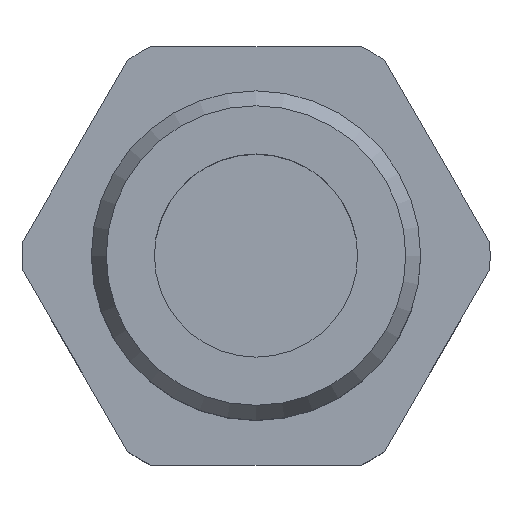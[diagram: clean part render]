
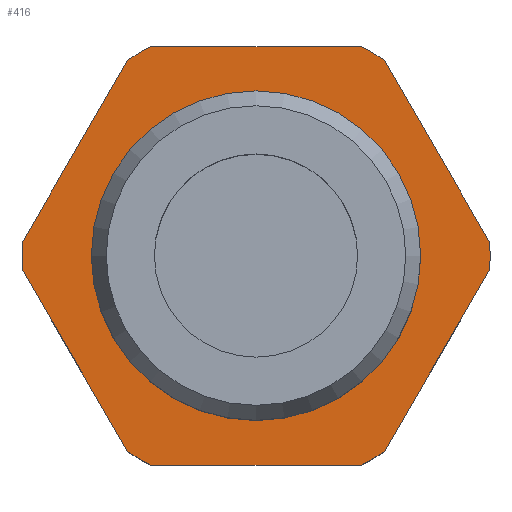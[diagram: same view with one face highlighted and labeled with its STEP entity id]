
A CAD part, top view. The second image highlights one B-rep face of the part: STEP entity #416.
In plain terms, the highlighted planar face has unit normal (0, 0, 1).
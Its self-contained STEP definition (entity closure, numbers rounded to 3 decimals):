
#31=FACE_BOUND('',#94,.T.);
#33=CIRCLE('',#456,11.75);
#34=CIRCLE('',#457,11.75);
#35=CIRCLE('',#458,11.75);
#36=CIRCLE('',#459,11.75);
#37=CIRCLE('',#460,11.75);
#38=CIRCLE('',#461,11.75);
#39=CIRCLE('',#462,8.269);
#68=FACE_OUTER_BOUND('',#93,.T.);
#93=EDGE_LOOP('',(#303,#304,#305,#306,#307,#308,#309,#310,#311,#312,#313,
#314));
#94=EDGE_LOOP('',(#315));
#114=LINE('',#649,#146);
#118=LINE('',#658,#150);
#122=LINE('',#667,#154);
#126=LINE('',#676,#158);
#130=LINE('',#685,#162);
#134=LINE('',#694,#166);
#146=VECTOR('',#507,10.);
#150=VECTOR('',#513,10.);
#154=VECTOR('',#519,10.);
#158=VECTOR('',#525,10.);
#162=VECTOR('',#531,10.);
#166=VECTOR('',#537,10.);
#178=VERTEX_POINT('',#647);
#179=VERTEX_POINT('',#648);
#182=VERTEX_POINT('',#656);
#183=VERTEX_POINT('',#657);
#186=VERTEX_POINT('',#665);
#187=VERTEX_POINT('',#666);
#190=VERTEX_POINT('',#674);
#191=VERTEX_POINT('',#675);
#194=VERTEX_POINT('',#683);
#195=VERTEX_POINT('',#684);
#198=VERTEX_POINT('',#692);
#199=VERTEX_POINT('',#693);
#202=VERTEX_POINT('',#707);
#218=EDGE_CURVE('',#178,#179,#114,.T.);
#222=EDGE_CURVE('',#182,#183,#118,.T.);
#226=EDGE_CURVE('',#186,#187,#122,.T.);
#230=EDGE_CURVE('',#190,#191,#126,.T.);
#234=EDGE_CURVE('',#194,#195,#130,.T.);
#238=EDGE_CURVE('',#198,#199,#134,.T.);
#242=EDGE_CURVE('',#179,#194,#33,.T.);
#243=EDGE_CURVE('',#195,#190,#34,.T.);
#244=EDGE_CURVE('',#191,#186,#35,.T.);
#245=EDGE_CURVE('',#187,#198,#36,.T.);
#246=EDGE_CURVE('',#199,#182,#37,.T.);
#247=EDGE_CURVE('',#183,#178,#38,.T.);
#248=EDGE_CURVE('',#202,#202,#39,.T.);
#303=ORIENTED_EDGE('',*,*,#218,.T.);
#304=ORIENTED_EDGE('',*,*,#242,.T.);
#305=ORIENTED_EDGE('',*,*,#234,.T.);
#306=ORIENTED_EDGE('',*,*,#243,.T.);
#307=ORIENTED_EDGE('',*,*,#230,.T.);
#308=ORIENTED_EDGE('',*,*,#244,.T.);
#309=ORIENTED_EDGE('',*,*,#226,.T.);
#310=ORIENTED_EDGE('',*,*,#245,.T.);
#311=ORIENTED_EDGE('',*,*,#238,.T.);
#312=ORIENTED_EDGE('',*,*,#246,.T.);
#313=ORIENTED_EDGE('',*,*,#222,.T.);
#314=ORIENTED_EDGE('',*,*,#247,.T.);
#315=ORIENTED_EDGE('',*,*,#248,.F.);
#407=PLANE('',#455);
#416=ADVANCED_FACE('',(#68,#31),#407,.T.);
#455=AXIS2_PLACEMENT_3D('',#700,#541,#542);
#456=AXIS2_PLACEMENT_3D('',#701,#543,#544);
#457=AXIS2_PLACEMENT_3D('',#702,#545,#546);
#458=AXIS2_PLACEMENT_3D('',#703,#547,#548);
#459=AXIS2_PLACEMENT_3D('',#704,#549,#550);
#460=AXIS2_PLACEMENT_3D('',#705,#551,#552);
#461=AXIS2_PLACEMENT_3D('',#706,#553,#554);
#462=AXIS2_PLACEMENT_3D('',#708,#555,#556);
#507=DIRECTION('',(0.5,0.866,0.));
#513=DIRECTION('',(1.,0.,0.));
#519=DIRECTION('',(-0.5,-0.866,0.));
#525=DIRECTION('',(-1.,0.,0.));
#531=DIRECTION('',(-0.5,0.866,0.));
#537=DIRECTION('',(0.5,-0.866,0.));
#541=DIRECTION('center_axis',(0.,0.,1.));
#542=DIRECTION('ref_axis',(1.,0.,0.));
#543=DIRECTION('center_axis',(0.,0.,1.));
#544=DIRECTION('ref_axis',(1.,0.,0.));
#545=DIRECTION('center_axis',(0.,0.,1.));
#546=DIRECTION('ref_axis',(1.,0.,0.));
#547=DIRECTION('center_axis',(0.,0.,1.));
#548=DIRECTION('ref_axis',(1.,0.,0.));
#549=DIRECTION('center_axis',(0.,0.,1.));
#550=DIRECTION('ref_axis',(1.,0.,0.));
#551=DIRECTION('center_axis',(0.,0.,1.));
#552=DIRECTION('ref_axis',(1.,0.,0.));
#553=DIRECTION('center_axis',(0.,0.,1.));
#554=DIRECTION('ref_axis',(1.,0.,0.));
#555=DIRECTION('center_axis',(0.,0.,1.));
#556=DIRECTION('ref_axis',(1.,0.,0.));
#647=CARTESIAN_POINT('',(6.456,-9.817,0.));
#648=CARTESIAN_POINT('',(11.73,-0.683,0.));
#649=CARTESIAN_POINT('',(8.622,-6.067,0.));
#656=CARTESIAN_POINT('',(-5.274,-10.5,0.));
#657=CARTESIAN_POINT('',(5.274,-10.5,0.));
#658=CARTESIAN_POINT('',(2.637,-10.5,0.));
#665=CARTESIAN_POINT('',(-6.456,9.817,0.));
#666=CARTESIAN_POINT('',(-11.73,0.683,0.));
#667=CARTESIAN_POINT('',(-12.202,-0.134,0.));
#674=CARTESIAN_POINT('',(5.274,10.5,0.));
#675=CARTESIAN_POINT('',(-5.274,10.5,0.));
#676=CARTESIAN_POINT('',(-2.637,10.5,0.));
#683=CARTESIAN_POINT('',(11.73,0.683,0.));
#684=CARTESIAN_POINT('',(6.456,9.817,0.));
#685=CARTESIAN_POINT('',(9.565,4.433,0.));
#692=CARTESIAN_POINT('',(-11.73,-0.683,0.));
#693=CARTESIAN_POINT('',(-6.456,-9.817,0.));
#694=CARTESIAN_POINT('',(-5.985,-10.634,0.));
#700=CARTESIAN_POINT('Origin',(0.,-8.269,0.));
#701=CARTESIAN_POINT('Origin',(0.,0.,0.));
#702=CARTESIAN_POINT('Origin',(0.,0.,0.));
#703=CARTESIAN_POINT('Origin',(0.,0.,0.));
#704=CARTESIAN_POINT('Origin',(0.,0.,0.));
#705=CARTESIAN_POINT('Origin',(0.,0.,0.));
#706=CARTESIAN_POINT('Origin',(0.,0.,0.));
#707=CARTESIAN_POINT('',(0.,8.269,0.));
#708=CARTESIAN_POINT('Origin',(0.,0.,0.));
